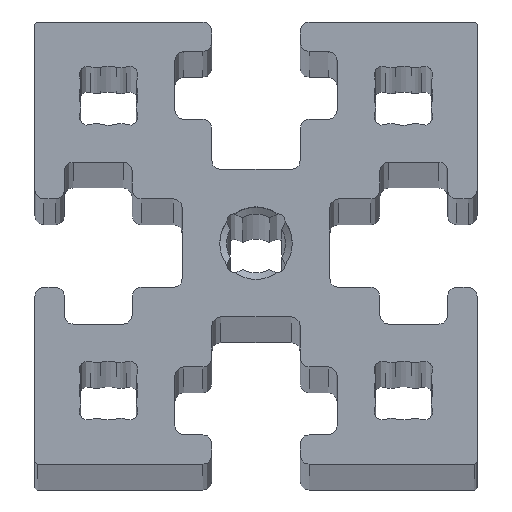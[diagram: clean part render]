
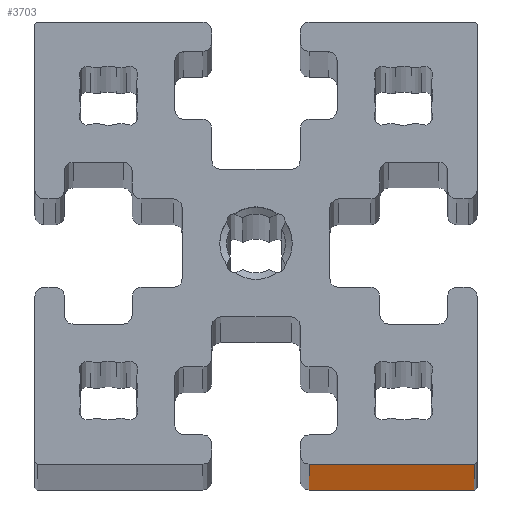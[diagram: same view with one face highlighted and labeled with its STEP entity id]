
A CAD part, top view. The second image highlights one B-rep face of the part: STEP entity #3703.
In plain terms, the highlighted planar face has unit normal (0, -1, 0).
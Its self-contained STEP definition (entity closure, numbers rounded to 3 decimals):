
#30=PLANE('',#4129);
#111=LINE('',#5764,#407);
#237=LINE('',#6378,#533);
#238=LINE('',#6381,#534);
#239=LINE('',#6382,#535);
#407=VECTOR('',#4421,5.6);
#533=VECTOR('',#5063,500.);
#534=VECTOR('',#5066,5.6);
#535=VECTOR('',#5067,500.);
#905=FACE_OUTER_BOUND('',#1104,.T.);
#1104=EDGE_LOOP('',(#3047,#3048,#3049,#3050));
#1543=VERTEX_POINT('',#5761);
#1544=VERTEX_POINT('',#5763);
#1774=VERTEX_POINT('',#6376);
#1775=VERTEX_POINT('',#6380);
#1949=EDGE_CURVE('',#1543,#1544,#111,.T.);
#2257=EDGE_CURVE('',#1543,#1774,#237,.T.);
#2258=EDGE_CURVE('',#1774,#1775,#238,.T.);
#2259=EDGE_CURVE('',#1544,#1775,#239,.T.);
#3047=ORIENTED_EDGE('',*,*,#2258,.T.);
#3048=ORIENTED_EDGE('',*,*,#2259,.F.);
#3049=ORIENTED_EDGE('',*,*,#1949,.F.);
#3050=ORIENTED_EDGE('',*,*,#2257,.T.);
#3703=ADVANCED_FACE('',(#905),#30,.T.);
#4129=AXIS2_PLACEMENT_3D('',#6379,#5064,#5065);
#4421=DIRECTION('',(1.,0.,0.));
#5063=DIRECTION('',(0.,0.,-1.));
#5064=DIRECTION('center_axis',(0.,-1.,0.));
#5065=DIRECTION('ref_axis',(0.,0.,-1.));
#5066=DIRECTION('',(1.,0.,0.));
#5067=DIRECTION('',(0.,0.,-1.));
#5761=CARTESIAN_POINT('',(1.8,-7.5,5.));
#5763=CARTESIAN_POINT('',(7.4,-7.5,5.));
#5764=CARTESIAN_POINT('',(1.8,-7.5,5.));
#6376=CARTESIAN_POINT('',(1.8,-7.5,-495.));
#6378=CARTESIAN_POINT('',(1.8,-7.5,5.));
#6379=CARTESIAN_POINT('Origin',(1.8,-7.5,5.));
#6380=CARTESIAN_POINT('',(7.4,-7.5,-495.));
#6381=CARTESIAN_POINT('',(1.8,-7.5,-495.));
#6382=CARTESIAN_POINT('',(7.4,-7.5,5.));
